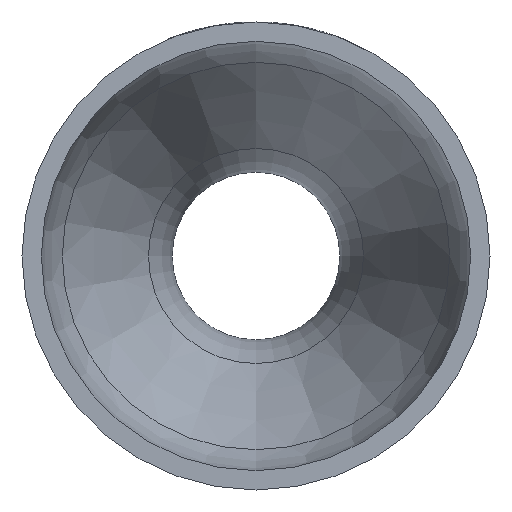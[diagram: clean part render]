
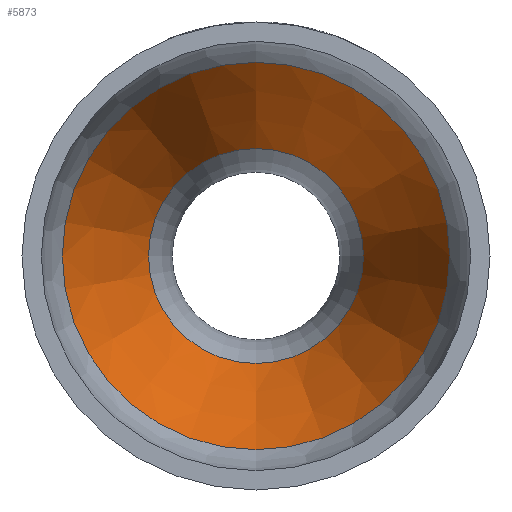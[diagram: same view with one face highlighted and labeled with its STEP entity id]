
A CAD part, front view. The second image highlights one B-rep face of the part: STEP entity #5873.
In plain terms, the highlighted conical face has half-angle 21.868 degrees and reference radius 19.991 mm.
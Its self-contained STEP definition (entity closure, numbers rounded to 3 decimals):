
#221 = VERTEX_POINT ( 'NONE', #5202 ) ;
#1153 = VERTEX_POINT ( 'NONE', #12267 ) ;
#1802 = DIRECTION ( 'NONE',  ( 0., -1., 0. ) ) ;
#2141 = CIRCLE ( 'NONE', #8830, 11.097 ) ;
#3101 = FACE_BOUND ( 'NONE', #7118, .T. ) ;
#3398 = DIRECTION ( 'NONE',  ( 0., 0., -1. ) ) ;
#3479 = ORIENTED_EDGE ( 'NONE', *, *, #11202, .F. ) ;
#4050 = CONICAL_SURFACE ( 'NONE', #6672, 19.991, 0.382 ) ;
#4384 = FACE_OUTER_BOUND ( 'NONE', #7190, .T. ) ;
#4465 = DIRECTION ( 'NONE',  ( 0., -1., 0. ) ) ;
#4690 = CIRCLE ( 'NONE', #9139, 19.991 ) ;
#5202 = CARTESIAN_POINT ( 'NONE',  ( 0., 20.174, -19.991 ) ) ;
#5694 = CARTESIAN_POINT ( 'NONE',  ( 0., 20.174, 0. ) ) ;
#5752 = CARTESIAN_POINT ( 'NONE',  ( 0., 20.174, 0. ) ) ;
#5873 = ADVANCED_FACE ( 'NONE', ( #3101, #4384 ), #4050, .F. ) ;
#6265 = EDGE_CURVE ( 'NONE', #221, #221, #4690, .T. ) ;
#6423 = DIRECTION ( 'NONE',  ( 0., -1., 0. ) ) ;
#6672 = AXIS2_PLACEMENT_3D ( 'NONE', #5752, #1802, #11846 ) ;
#7118 = EDGE_LOOP ( 'NONE', ( #3479 ) ) ;
#7190 = EDGE_LOOP ( 'NONE', ( #12714 ) ) ;
#7600 = CARTESIAN_POINT ( 'NONE',  ( 0., 42.336, 0. ) ) ;
#8455 = DIRECTION ( 'NONE',  ( 0., 0., -1. ) ) ;
#8830 = AXIS2_PLACEMENT_3D ( 'NONE', #7600, #4465, #8455 ) ;
#9139 = AXIS2_PLACEMENT_3D ( 'NONE', #5694, #6423, #3398 ) ;
#11202 = EDGE_CURVE ( 'NONE', #1153, #1153, #2141, .T. ) ;
#11846 = DIRECTION ( 'NONE',  ( 0., 0., -1. ) ) ;
#12267 = CARTESIAN_POINT ( 'NONE',  ( 0., 42.336, -11.097 ) ) ;
#12714 = ORIENTED_EDGE ( 'NONE', *, *, #6265, .T. ) ;
